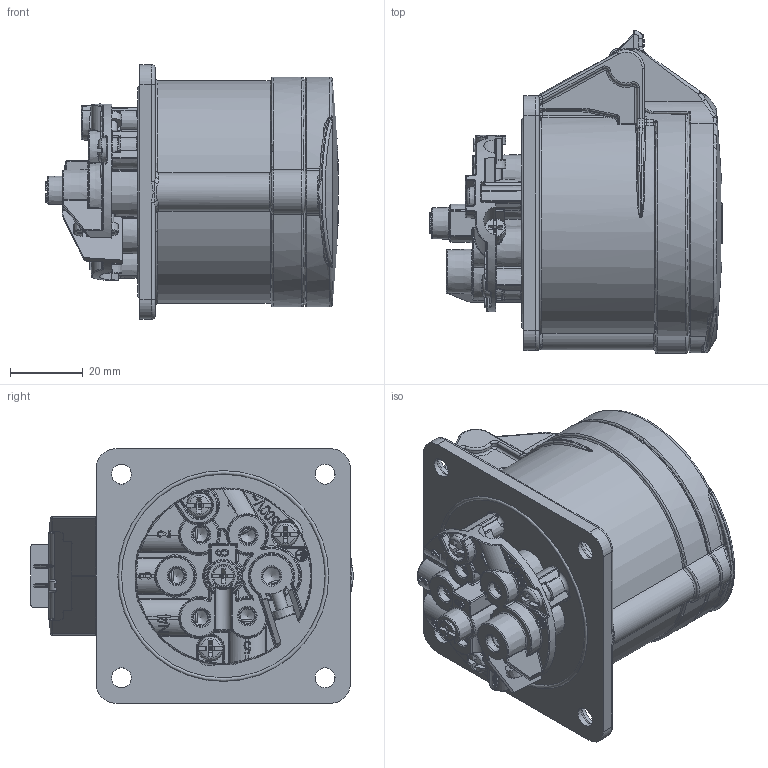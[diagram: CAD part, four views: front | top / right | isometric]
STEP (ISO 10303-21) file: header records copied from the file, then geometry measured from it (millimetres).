
FILE_DESCRIPTION (( 'STEP AP203' ), '1' );
FILE_NAME ('317-6v step.STEP', '2017-11-13T12:37:12', ( '' ), ( '' ), 'SwSTEP 2.0', 'SolidWorks 2016', '' );
FILE_SCHEMA (( 'CONFIG_CONTROL_DESIGN' ));
Length unit declared in the file: millimetre
Products named in the file (1): 317-6v step
Bounding box: 80.59 x 88.8 x 70 mm (x, y, z)
Volume: 202294.3 mm3; surface area: 39307.5 mm2
Topology: 1 solids, 3 shells, 2619 faces, 6413 edges, 3716 vertices
Faces by surface type: plane 734, bspline 696, cylinder 513, torus 306, cone 197, sphere 173
Full cylindrical faces by diameter (mm): 3.4 x8, 3.5 x7, 4 x5, 4.2 x1, 4.7 x1, 4.947 x1, 5 x5, 5.142 x1, 6.5 x1, 7 x6, 9 x1, 9.4 x4
Entity records: 98451 total; most frequent: CARTESIAN_POINT 44812, ORIENTED_EDGE 12104, DIRECTION 9848, EDGE_CURVE 6052, AXIS2_PLACEMENT_3D 4100, VERTEX_POINT 3624, EDGE_LOOP 2872, FACE_OUTER_BOUND 2684
